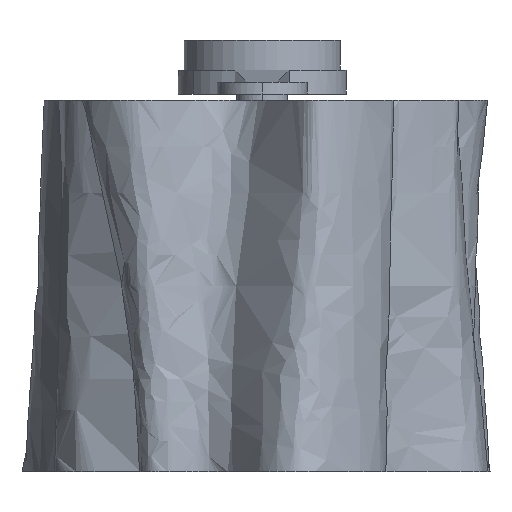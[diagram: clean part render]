
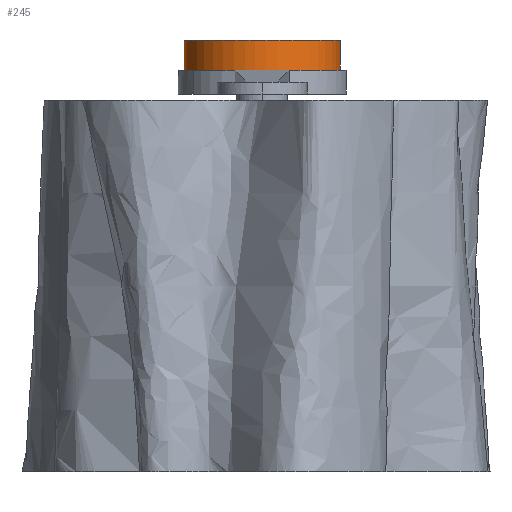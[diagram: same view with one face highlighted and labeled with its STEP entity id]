
A CAD part, left-side view. The second image highlights one B-rep face of the part: STEP entity #245.
In plain terms, the highlighted free-form (B-spline) face has degree [1, 2] with [2, 5] control points.
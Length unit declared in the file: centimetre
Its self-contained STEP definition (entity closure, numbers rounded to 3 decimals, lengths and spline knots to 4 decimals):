
#27=(
BOUNDED_SURFACE()
B_SPLINE_SURFACE(1,2,((#3937,#3938,#3939,#3940,#3941),(#3942,#3943,#3944,
#3945,#3946)),.UNSPECIFIED.,.F.,.F.,.F.)
B_SPLINE_SURFACE_WITH_KNOTS((2,2),(3,2,3),(0.,25.),(-209.1235,-104.5618,
0.),.UNSPECIFIED.)
GEOMETRIC_REPRESENTATION_ITEM()
RATIONAL_B_SPLINE_SURFACE(((1.,0.707,1.,0.707,1.),
(1.,0.707,1.,0.707,1.)))
REPRESENTATION_ITEM($)
SURFACE()
);
#94=(
BOUNDED_CURVE()
B_SPLINE_CURVE(2,(#3901,#3902,#3903,#3904,#3905),.UNSPECIFIED.,.F.,.F.)
B_SPLINE_CURVE_WITH_KNOTS((3,2,3),(0.,104.5618,209.1235),
.UNSPECIFIED.)
CURVE()
GEOMETRIC_REPRESENTATION_ITEM()
RATIONAL_B_SPLINE_CURVE((1.,0.707,1.,0.707,1.))
REPRESENTATION_ITEM($)
);
#95=(
BOUNDED_CURVE()
B_SPLINE_CURVE(2,(#3908,#3909,#3910,#3911,#3912),.UNSPECIFIED.,.F.,.F.)
B_SPLINE_CURVE_WITH_KNOTS((3,2,3),(0.,104.5618,209.1235),
.UNSPECIFIED.)
CURVE()
GEOMETRIC_REPRESENTATION_ITEM()
RATIONAL_B_SPLINE_CURVE((1.,0.707,1.,0.707,1.))
REPRESENTATION_ITEM($)
);
#96=(
BOUNDED_CURVE()
B_SPLINE_CURVE(1,(#3913,#3914),.UNSPECIFIED.,.F.,.F.)
B_SPLINE_CURVE_WITH_KNOTS((2,2),(0.,25.),.UNSPECIFIED.)
CURVE()
GEOMETRIC_REPRESENTATION_ITEM()
RATIONAL_B_SPLINE_CURVE((1.,1.))
REPRESENTATION_ITEM($)
);
#245=ADVANCED_FACE($,(#340),#27,.T.);
#340=FACE_OUTER_BOUND($,#435,.T.);
#435=EDGE_LOOP($,(#586,#587,#588,#589));
#586=ORIENTED_EDGE($,*,*,#1009,.T.);
#587=ORIENTED_EDGE($,*,*,#1008,.F.);
#588=ORIENTED_EDGE($,*,*,#1007,.F.);
#589=ORIENTED_EDGE($,*,*,#1006,.T.);
#1006=EDGE_CURVE($,#1232,#1234,#94,.T.);
#1007=EDGE_CURVE($,#1232,#1233,#1418,.T.);
#1008=EDGE_CURVE($,#1233,#1235,#95,.T.);
#1009=EDGE_CURVE($,#1234,#1235,#96,.T.);
#1232=VERTEX_POINT($,#3947);
#1233=VERTEX_POINT($,#3948);
#1234=VERTEX_POINT($,#3949);
#1235=VERTEX_POINT($,#3950);
#1418=B_SPLINE_CURVE_WITH_KNOTS($,1,(#3906,#3907),.UNSPECIFIED.,.F.,.F.,
(2,2),(0.,25.),.UNSPECIFIED.);
#3901=CARTESIAN_POINT($,(0.,65.,-25.));
#3902=CARTESIAN_POINT($,(-65.,65.,-25.));
#3903=CARTESIAN_POINT($,(-65.,0.,-25.));
#3904=CARTESIAN_POINT($,(-65.,-65.,-25.));
#3905=CARTESIAN_POINT($,(0.,-65.,-25.));
#3906=CARTESIAN_POINT($,(0.,65.,-25.));
#3907=CARTESIAN_POINT($,(0.,65.,0.));
#3908=CARTESIAN_POINT($,(0.,65.,0.));
#3909=CARTESIAN_POINT($,(-65.,65.,0.));
#3910=CARTESIAN_POINT($,(-65.,0.,0.));
#3911=CARTESIAN_POINT($,(-65.,-65.,0.));
#3912=CARTESIAN_POINT($,(0.,-65.,0.));
#3913=CARTESIAN_POINT($,(0.,-65.,-25.));
#3914=CARTESIAN_POINT($,(0.,-65.,0.));
#3937=CARTESIAN_POINT($,(0.,-65.,-25.));
#3938=CARTESIAN_POINT($,(-65.,-65.,-25.));
#3939=CARTESIAN_POINT($,(-65.,0.,-25.));
#3940=CARTESIAN_POINT($,(-65.,65.,-25.));
#3941=CARTESIAN_POINT($,(0.,65.,-25.));
#3942=CARTESIAN_POINT($,(0.,-65.,0.));
#3943=CARTESIAN_POINT($,(-65.,-65.,0.));
#3944=CARTESIAN_POINT($,(-65.,0.,0.));
#3945=CARTESIAN_POINT($,(-65.,65.,0.));
#3946=CARTESIAN_POINT($,(0.,65.,0.));
#3947=CARTESIAN_POINT($,(0.,65.,-25.));
#3948=CARTESIAN_POINT($,(0.,65.,0.));
#3949=CARTESIAN_POINT($,(0.,-65.,-25.));
#3950=CARTESIAN_POINT($,(0.,-65.,0.));
